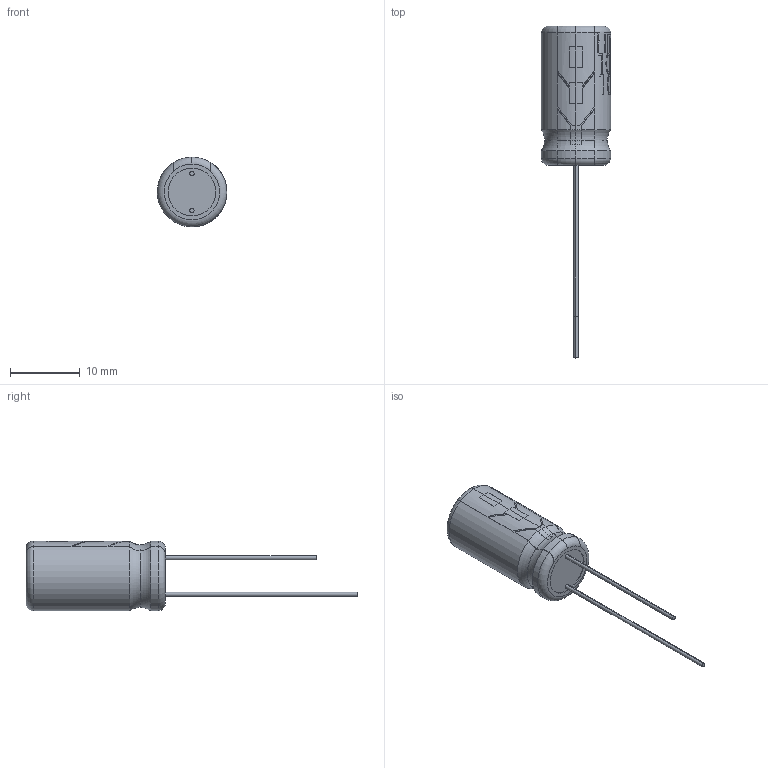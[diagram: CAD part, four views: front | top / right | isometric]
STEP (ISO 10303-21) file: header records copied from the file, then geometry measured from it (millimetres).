
FILE_DESCRIPTION (( 'STEP AP214' ), '1' );
FILE_NAME ('HITANO 100uF 100V EHR105.STEP', '2024-02-28T08:15:39', ( '' ), ( '' ), 'SwSTEP 2.0', 'SolidWorks 2021', '' );
FILE_SCHEMA (( 'AUTOMOTIVE_DESIGN' ));
Length unit declared in the file: millimetre
Products named in the file (1): HITANO 100uF 100V EHR105
Bounding box: 10.01 x 47.7 x 10.01 mm (x, y, z)
Volume: 1534.5 mm3; surface area: 865.3 mm2
Topology: 1 solids, 1 shells, 242 faces, 636 edges, 415 vertices
Faces by surface type: plane 132, bspline 50, cylinder 44, torus 16
Entity records: 12770 total; most frequent: CARTESIAN_POINT 5008, ORIENTED_EDGE 1272, DIRECTION 998, EDGE_CURVE 636, VERTEX_POINT 415, AXIS2_PLACEMENT_3D 349, LINE 300, VECTOR 300
